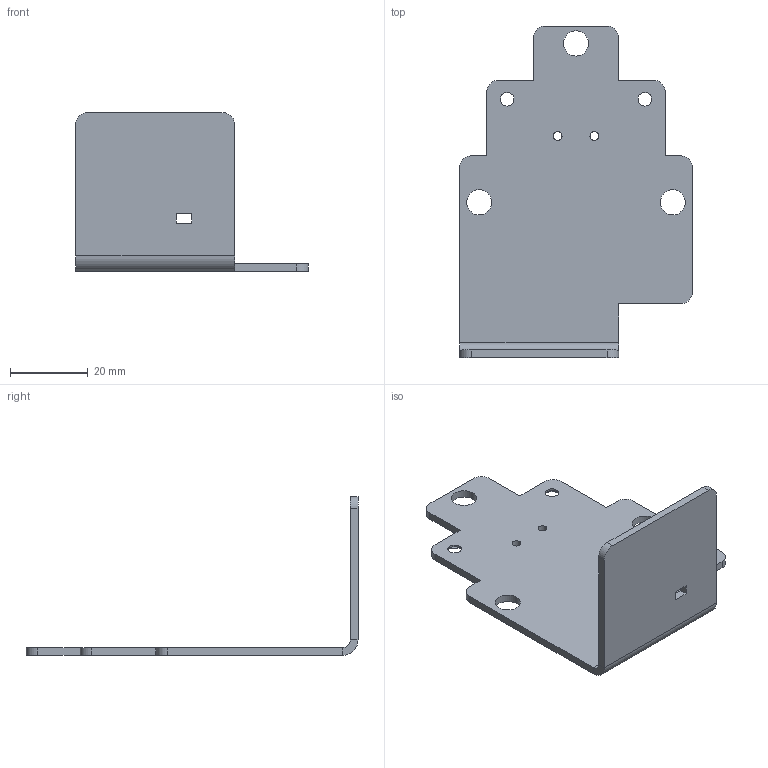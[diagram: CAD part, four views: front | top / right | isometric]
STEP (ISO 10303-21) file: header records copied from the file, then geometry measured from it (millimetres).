
FILE_DESCRIPTION(/* description */ (''),/* implementation_level */ '2;1');
FILE_NAME(/* name */ 'Camerabox_platecircuit.step',/* time_stamp */ '2020-08-14T17:07:34+07:00',/* author */ (''),/* organization */ (''),/* preprocessor_version */ 'ST-DEVELOPER v18.1',/* originating_system */ 'Autodesk Translation Framework v9.3.0.1241',/* authorisation */ '');
FILE_SCHEMA (('AUTOMOTIVE_DESIGN { 1 0 10303 214 3 1 1 }'));
Length unit declared in the file: millimetre
Products named in the file (2): (Unsaved); PlateCircuit_Rev2
Assembly tree (1 placements, depth 2):
  (Unsaved)
    PlateCircuit_Rev2
Bounding box: 60 x 85.67 x 41 mm (x, y, z)
Volume: 10884.9 mm3; surface area: 11835 mm2
Topology: 1 solids, 1 shells, 46 faces, 124 edges, 80 vertices
Faces by surface type: plane 26, cylinder 18, cone 2
Full cylindrical faces by diameter (mm): 2.3 x2, 3.5 x2, 6.5 x3
Entity records: 1529 total; most frequent: DIRECTION 262, CARTESIAN_POINT 253, ORIENTED_EDGE 248, EDGE_CURVE 124, AXIS2_PLACEMENT_3D 89, LINE 84, VECTOR 84, VERTEX_POINT 80
